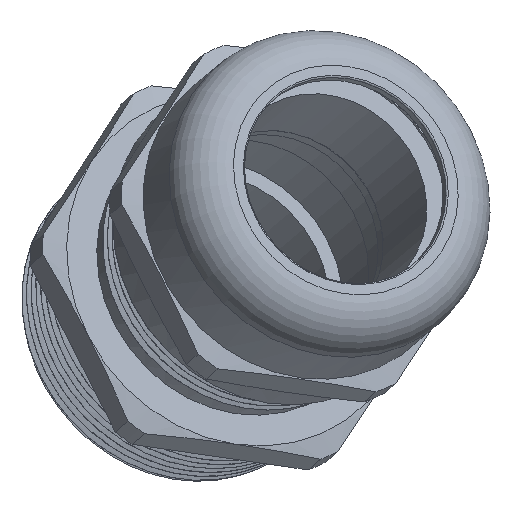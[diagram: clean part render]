
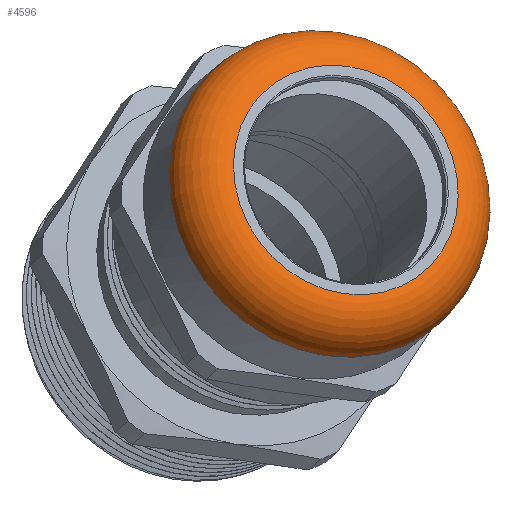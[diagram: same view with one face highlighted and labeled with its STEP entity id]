
A CAD part, left-side view. The second image highlights one B-rep face of the part: STEP entity #4596.
In plain terms, the highlighted toroidal (fillet/blend) face has major radius 14.05 mm and minor radius 5.8 mm.
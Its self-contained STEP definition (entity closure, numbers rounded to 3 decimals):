
#795=TOROIDAL_SURFACE('',#4957,14.05,5.8);
#833=FACE_BOUND('',#1262,.T.);
#978=FACE_OUTER_BOUND('',#1261,.T.);
#1261=EDGE_LOOP('',(#3182));
#1262=EDGE_LOOP('',(#3183));
#1553=CIRCLE('',#4925,14.05);
#1568=CIRCLE('',#4958,19.85);
#1926=VERTEX_POINT('',#8282);
#1953=VERTEX_POINT('',#9091);
#2393=EDGE_CURVE('',#1926,#1926,#1553,.T.);
#2434=EDGE_CURVE('',#1953,#1953,#1568,.T.);
#3182=ORIENTED_EDGE('',*,*,#2434,.F.);
#3183=ORIENTED_EDGE('',*,*,#2393,.T.);
#4596=ADVANCED_FACE('',(#978,#833),#795,.T.);
#4925=AXIS2_PLACEMENT_3D('',#8283,#5534,#5535);
#4957=AXIS2_PLACEMENT_3D('',#9090,#5610,#5611);
#4958=AXIS2_PLACEMENT_3D('',#9092,#5612,#5613);
#5534=DIRECTION('center_axis',(1.,0.,0.));
#5535=DIRECTION('ref_axis',(0.,0.,-1.));
#5610=DIRECTION('center_axis',(1.,0.,0.));
#5611=DIRECTION('ref_axis',(0.,0.,-1.));
#5612=DIRECTION('center_axis',(1.,0.,0.));
#5613=DIRECTION('ref_axis',(0.,0.,-1.));
#8282=CARTESIAN_POINT('',(-24.14,14.05,0.));
#8283=CARTESIAN_POINT('Origin',(-24.14,0.,0.));
#9090=CARTESIAN_POINT('Origin',(-18.34,0.,0.));
#9091=CARTESIAN_POINT('',(-18.34,19.85,0.));
#9092=CARTESIAN_POINT('Origin',(-18.34,0.,0.));
